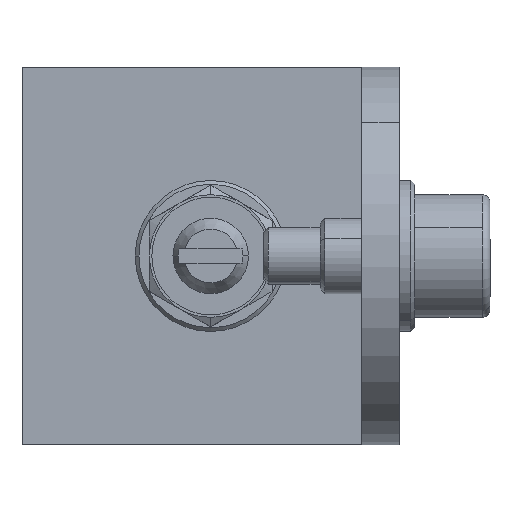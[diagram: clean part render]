
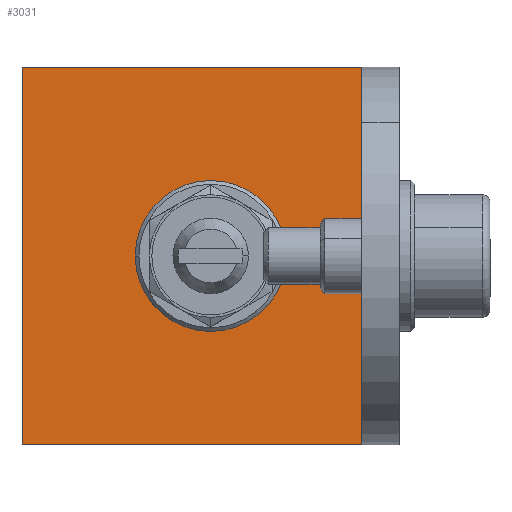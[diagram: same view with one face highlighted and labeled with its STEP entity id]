
A CAD part, front view. The second image highlights one B-rep face of the part: STEP entity #3031.
In plain terms, the highlighted planar face has unit normal (0, -1, 0).
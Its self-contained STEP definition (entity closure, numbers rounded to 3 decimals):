
#22 = VERTEX_POINT ( 'NONE', #2751 ) ;
#46 = EDGE_CURVE ( 'NONE', #2867, #169, #1225, .T. ) ;
#54 = CARTESIAN_POINT ( 'NONE',  ( -10.66, 26.988, 0. ) ) ;
#66 = VECTOR ( 'NONE', #1965, 1000. ) ;
#109 = CARTESIAN_POINT ( 'NONE',  ( -6.16, 26.988, 0. ) ) ;
#169 = VERTEX_POINT ( 'NONE', #3094 ) ;
#189 = DIRECTION ( 'NONE',  ( 0., 0., -1. ) ) ;
#193 = EDGE_CURVE ( 'NONE', #169, #2867, #273, .T. ) ;
#273 = CIRCLE ( 'NONE', #814, 4.5 ) ;
#379 = CARTESIAN_POINT ( 'NONE',  ( -30.66, 26.988, 20. ) ) ;
#541 = DIRECTION ( 'NONE',  ( 1., 0., 0. ) ) ;
#652 = EDGE_LOOP ( 'NONE', ( #1674, #1219 ) ) ;
#684 = FACE_BOUND ( 'NONE', #652, .T. ) ;
#715 = DIRECTION ( 'NONE',  ( 0., -1., 0. ) ) ;
#746 = ORIENTED_EDGE ( 'NONE', *, *, #1706, .T. ) ;
#814 = AXIS2_PLACEMENT_3D ( 'NONE', #54, #1062, #1347 ) ;
#846 = DIRECTION ( 'NONE',  ( -1., 0., 0. ) ) ;
#848 = LINE ( 'NONE', #1086, #1538 ) ;
#905 = VECTOR ( 'NONE', #846, 1000. ) ;
#908 = CARTESIAN_POINT ( 'NONE',  ( -30.66, 26.988, 0. ) ) ;
#952 = EDGE_CURVE ( 'NONE', #22, #1305, #1142, .T. ) ;
#1056 = EDGE_CURVE ( 'NONE', #2983, #1305, #3226, .T. ) ;
#1062 = DIRECTION ( 'NONE',  ( 0., 1., 0. ) ) ;
#1086 = CARTESIAN_POINT ( 'NONE',  ( 5.34, 26.988, 0. ) ) ;
#1139 = CARTESIAN_POINT ( 'NONE',  ( -30.66, 26.988, 20. ) ) ;
#1142 = LINE ( 'NONE', #379, #905 ) ;
#1180 = PLANE ( 'NONE',  #2315 ) ;
#1219 = ORIENTED_EDGE ( 'NONE', *, *, #193, .T. ) ;
#1225 = CIRCLE ( 'NONE', #2499, 4.5 ) ;
#1305 = VERTEX_POINT ( 'NONE', #1139 ) ;
#1347 = DIRECTION ( 'NONE',  ( 1., 0., 0. ) ) ;
#1538 = VECTOR ( 'NONE', #2630, 1000. ) ;
#1572 = VERTEX_POINT ( 'NONE', #1640 ) ;
#1640 = CARTESIAN_POINT ( 'NONE',  ( 5.34, 26.988, -20. ) ) ;
#1659 = ORIENTED_EDGE ( 'NONE', *, *, #1056, .F. ) ;
#1674 = ORIENTED_EDGE ( 'NONE', *, *, #46, .T. ) ;
#1706 = EDGE_CURVE ( 'NONE', #2983, #1572, #2241, .T. ) ;
#1731 = ORIENTED_EDGE ( 'NONE', *, *, #2848, .T. ) ;
#1965 = DIRECTION ( 'NONE',  ( 0., 0., 1. ) ) ;
#2017 = CARTESIAN_POINT ( 'NONE',  ( -10.66, 26.988, 0. ) ) ;
#2196 = VECTOR ( 'NONE', #2770, 1000. ) ;
#2237 = DIRECTION ( 'NONE',  ( 0., 1., 0. ) ) ;
#2241 = LINE ( 'NONE', #3013, #2196 ) ;
#2315 = AXIS2_PLACEMENT_3D ( 'NONE', #2680, #715, #189 ) ;
#2323 = EDGE_LOOP ( 'NONE', ( #2631, #1659, #746, #1731 ) ) ;
#2499 = AXIS2_PLACEMENT_3D ( 'NONE', #2017, #2237, #541 ) ;
#2630 = DIRECTION ( 'NONE',  ( 0., 0., 1. ) ) ;
#2631 = ORIENTED_EDGE ( 'NONE', *, *, #952, .T. ) ;
#2680 = CARTESIAN_POINT ( 'NONE',  ( 5.34, 26.988, 0. ) ) ;
#2714 = FACE_OUTER_BOUND ( 'NONE', #2323, .T. ) ;
#2751 = CARTESIAN_POINT ( 'NONE',  ( 5.34, 26.988, 20. ) ) ;
#2770 = DIRECTION ( 'NONE',  ( 1., 0., 0. ) ) ;
#2848 = EDGE_CURVE ( 'NONE', #1572, #22, #848, .T. ) ;
#2867 = VERTEX_POINT ( 'NONE', #109 ) ;
#2926 = CARTESIAN_POINT ( 'NONE',  ( -30.66, 26.988, -20. ) ) ;
#2983 = VERTEX_POINT ( 'NONE', #2926 ) ;
#3013 = CARTESIAN_POINT ( 'NONE',  ( -30.66, 26.988, -20. ) ) ;
#3031 = ADVANCED_FACE ( 'NONE', ( #684, #2714 ), #1180, .T. ) ;
#3094 = CARTESIAN_POINT ( 'NONE',  ( -15.16, 26.988, 0. ) ) ;
#3226 = LINE ( 'NONE', #908, #66 ) ;
